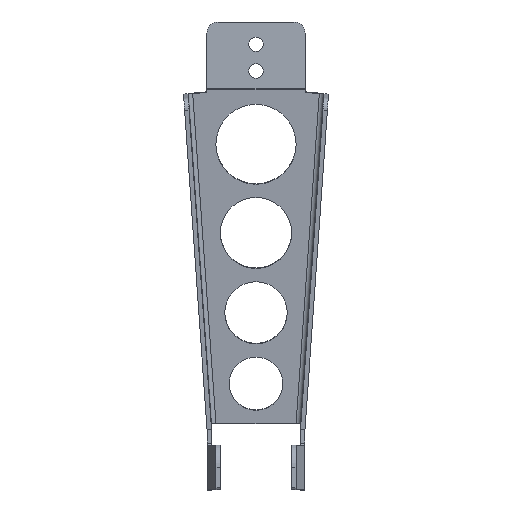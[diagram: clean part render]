
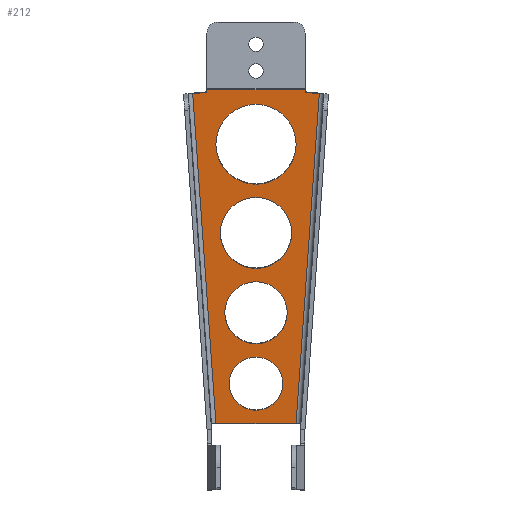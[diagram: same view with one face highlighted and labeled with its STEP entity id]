
A CAD part, top view. The second image highlights one B-rep face of the part: STEP entity #212.
In plain terms, the highlighted planar face has unit normal (0, -0.104, 0.995).
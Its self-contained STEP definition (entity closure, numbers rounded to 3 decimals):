
#212 = ADVANCED_FACE( '', ( #476, #477, #478, #479, #480 ), #481, .T. );
#476 = FACE_BOUND( '', #829, .T. );
#477 = FACE_BOUND( '', #830, .T. );
#478 = FACE_BOUND( '', #831, .T. );
#479 = FACE_BOUND( '', #832, .T. );
#480 = FACE_OUTER_BOUND( '', #833, .T. );
#481 = PLANE( '', #834 );
#829 = EDGE_LOOP( '', ( #1403 ) );
#830 = EDGE_LOOP( '', ( #1404 ) );
#831 = EDGE_LOOP( '', ( #1405 ) );
#832 = EDGE_LOOP( '', ( #1406 ) );
#833 = EDGE_LOOP( '', ( #1407, #1408, #1409, #1410, #1411, #1412, #1413, #1414, #1415, #1416 ) );
#834 = AXIS2_PLACEMENT_3D( '', #1417, #1418, #1419 );
#1403 = ORIENTED_EDGE( '', *, *, #2089, .T. );
#1404 = ORIENTED_EDGE( '', *, *, #2090, .T. );
#1405 = ORIENTED_EDGE( '', *, *, #2091, .T. );
#1406 = ORIENTED_EDGE( '', *, *, #1959, .T. );
#1407 = ORIENTED_EDGE( '', *, *, #2092, .F. );
#1408 = ORIENTED_EDGE( '', *, *, #2093, .F. );
#1409 = ORIENTED_EDGE( '', *, *, #2094, .T. );
#1410 = ORIENTED_EDGE( '', *, *, #1944, .F. );
#1411 = ORIENTED_EDGE( '', *, *, #1997, .F. );
#1412 = ORIENTED_EDGE( '', *, *, #2095, .T. );
#1413 = ORIENTED_EDGE( '', *, *, #2001, .T. );
#1414 = ORIENTED_EDGE( '', *, *, #2069, .F. );
#1415 = ORIENTED_EDGE( '', *, *, #2010, .F. );
#1416 = ORIENTED_EDGE( '', *, *, #1911, .T. );
#1417 = CARTESIAN_POINT( '', ( -22., -30.209, 1.989 ) );
#1418 = DIRECTION( '', ( 0., -0.105, 0.995 ) );
#1419 = DIRECTION( '', ( 0., -0.995, -0.105 ) );
#1911 = EDGE_CURVE( '', #2290, #2288, #2291, .T. );
#1944 = EDGE_CURVE( '', #2345, #2347, #2348, .T. );
#1959 = EDGE_CURVE( '', #2372, #2372, #2373, .F. );
#1997 = EDGE_CURVE( '', #2431, #2345, #2433, .T. );
#2001 = EDGE_CURVE( '', #2440, #2438, #2441, .F. );
#2010 = EDGE_CURVE( '', #2290, #2452, #2453, .T. );
#2069 = EDGE_CURVE( '', #2452, #2438, #2544, .T. );
#2089 = EDGE_CURVE( '', #2568, #2568, #2569, .F. );
#2090 = EDGE_CURVE( '', #2570, #2570, #2571, .F. );
#2091 = EDGE_CURVE( '', #2572, #2572, #2573, .F. );
#2092 = EDGE_CURVE( '', #2574, #2288, #2575, .T. );
#2093 = EDGE_CURVE( '', #2576, #2574, #2577, .T. );
#2094 = EDGE_CURVE( '', #2576, #2347, #2578, .F. );
#2095 = EDGE_CURVE( '', #2431, #2440, #2579, .T. );
#2288 = VERTEX_POINT( '', #2822 );
#2290 = VERTEX_POINT( '', #2825 );
#2291 = LINE( '', #2826, #2827 );
#2345 = VERTEX_POINT( '', #2910 );
#2347 = VERTEX_POINT( '', #2912 );
#2348 = LINE( '', #2913, #2914 );
#2372 = VERTEX_POINT( '', #2947 );
#2373 = CIRCLE( '', #2948, 18. );
#2431 = VERTEX_POINT( '', #3041 );
#2433 = LINE( '', #3043, #3044 );
#2438 = VERTEX_POINT( '', #3049 );
#2440 = VERTEX_POINT( '', #3052 );
#2441 = CIRCLE( '', #3053, 1. );
#2452 = VERTEX_POINT( '', #3067 );
#2453 = LINE( '', #3068, #3069 );
#2544 = LINE( '', #3191, #3192 );
#2568 = VERTEX_POINT( '', #3234 );
#2569 = CIRCLE( '', #3235, 16. );
#2570 = VERTEX_POINT( '', #3236 );
#2571 = CIRCLE( '', #3237, 12. );
#2572 = VERTEX_POINT( '', #3238 );
#2573 = CIRCLE( '', #3239, 14. );
#2574 = VERTEX_POINT( '', #3240 );
#2575 = LINE( '', #3241, #3242 );
#2576 = VERTEX_POINT( '', #3243 );
#2577 = LINE( '', #3244, #3245 );
#2578 = CIRCLE( '', #3246, 1. );
#2579 = LINE( '', #3247, #3248 );
#2822 = CARTESIAN_POINT( '', ( 17.99, -180.209, -13.777 ) );
#2825 = CARTESIAN_POINT( '', ( -17.99, -180.209, -13.777 ) );
#2826 = CARTESIAN_POINT( '', ( -22., -180.209, -13.777 ) );
#2827 = VECTOR( '', #3504, 1000. );
#2910 = CARTESIAN_POINT( '', ( 22., -30.313, 1.978 ) );
#2912 = CARTESIAN_POINT( '', ( 22., -30.736, 1.934 ) );
#2913 = CARTESIAN_POINT( '', ( 22., -30.209, 1.989 ) );
#2914 = VECTOR( '', #3542, 1000. );
#2947 = CARTESIAN_POINT( '', ( 0., -72.801, -2.488 ) );
#2948 = AXIS2_PLACEMENT_3D( '', #3558, #3559, #3560 );
#3041 = CARTESIAN_POINT( '', ( -22., -30.313, 1.978 ) );
#3043 = CARTESIAN_POINT( '', ( -22., -30.313, 1.978 ) );
#3044 = VECTOR( '', #3607, 1000. );
#3049 = CARTESIAN_POINT( '', ( -22.93, -31.728, 1.829 ) );
#3052 = CARTESIAN_POINT( '', ( -22., -30.736, 1.934 ) );
#3053 = AXIS2_PLACEMENT_3D( '', #3612, #3613, #3614 );
#3067 = CARTESIAN_POINT( '', ( -28.403, -32.109, 1.789 ) );
#3068 = CARTESIAN_POINT( '', ( -17.99, -180.209, -13.777 ) );
#3069 = VECTOR( '', #3624, 1000. );
#3191 = CARTESIAN_POINT( '', ( -32.394, -32.386, 1.76 ) );
#3192 = VECTOR( '', #3707, 1000. );
#3234 = CARTESIAN_POINT( '', ( 0., -110.593, -6.46 ) );
#3235 = AXIS2_PLACEMENT_3D( '', #3725, #3726, #3727 );
#3236 = CARTESIAN_POINT( '', ( 0., -174.242, -13.149 ) );
#3237 = AXIS2_PLACEMENT_3D( '', #3728, #3729, #3730 );
#3238 = CARTESIAN_POINT( '', ( 0., -144.406, -10.014 ) );
#3239 = AXIS2_PLACEMENT_3D( '', #3731, #3732, #3733 );
#3240 = CARTESIAN_POINT( '', ( 28.403, -32.109, 1.789 ) );
#3241 = CARTESIAN_POINT( '', ( 28.403, -32.109, 1.789 ) );
#3242 = VECTOR( '', #3734, 1000. );
#3243 = CARTESIAN_POINT( '', ( 22.93, -31.728, 1.829 ) );
#3244 = CARTESIAN_POINT( '', ( 22., -31.663, 1.836 ) );
#3245 = VECTOR( '', #3735, 1000. );
#3246 = AXIS2_PLACEMENT_3D( '', #3736, #3737, #3738 );
#3247 = CARTESIAN_POINT( '', ( -22., -30.209, 1.989 ) );
#3248 = VECTOR( '', #3739, 1000. );
#3504 = DIRECTION( '', ( 1., 0., 0. ) );
#3542 = DIRECTION( '', ( 0., -0.995, -0.105 ) );
#3558 = CARTESIAN_POINT( '', ( 0., -54.899, -0.606 ) );
#3559 = DIRECTION( '', ( 0., -0.105, 0.995 ) );
#3560 = DIRECTION( '', ( 0., -0.995, -0.105 ) );
#3607 = DIRECTION( '', ( 1., 0., 0. ) );
#3612 = CARTESIAN_POINT( '', ( -23., -30.736, 1.934 ) );
#3613 = DIRECTION( '', ( 0., -0.105, 0.995 ) );
#3614 = DIRECTION( '', ( 0., -0.995, -0.105 ) );
#3624 = DIRECTION( '', ( -0.07, 0.992, 0.104 ) );
#3707 = DIRECTION( '', ( 0.998, 0.069, 0.007 ) );
#3725 = CARTESIAN_POINT( '', ( 0., -94.68, -4.787 ) );
#3726 = DIRECTION( '', ( 0., -0.105, 0.995 ) );
#3727 = DIRECTION( '', ( 0., -0.995, -0.105 ) );
#3728 = CARTESIAN_POINT( '', ( 0., -162.308, -11.895 ) );
#3729 = DIRECTION( '', ( 0., -0.105, 0.995 ) );
#3730 = DIRECTION( '', ( 0., -0.995, -0.105 ) );
#3731 = CARTESIAN_POINT( '', ( 0., -130.483, -8.55 ) );
#3732 = DIRECTION( '', ( 0., -0.105, 0.995 ) );
#3733 = DIRECTION( '', ( 0., -0.995, -0.105 ) );
#3734 = DIRECTION( '', ( -0.07, -0.992, -0.104 ) );
#3735 = DIRECTION( '', ( 0.998, -0.069, -0.007 ) );
#3736 = CARTESIAN_POINT( '', ( 23., -30.736, 1.934 ) );
#3737 = DIRECTION( '', ( 0., -0.105, 0.995 ) );
#3738 = DIRECTION( '', ( 0., -0.995, -0.105 ) );
#3739 = DIRECTION( '', ( 0., -0.995, -0.105 ) );
